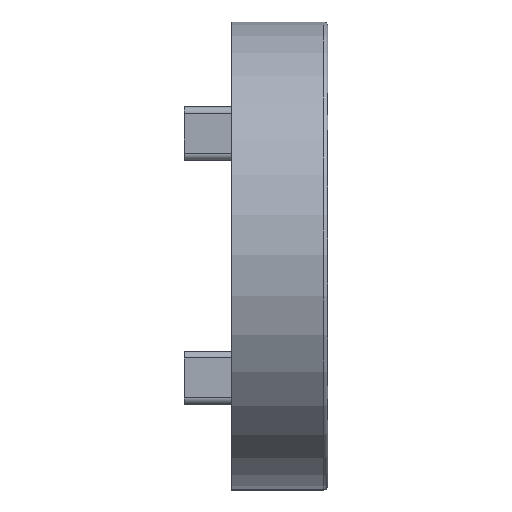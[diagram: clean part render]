
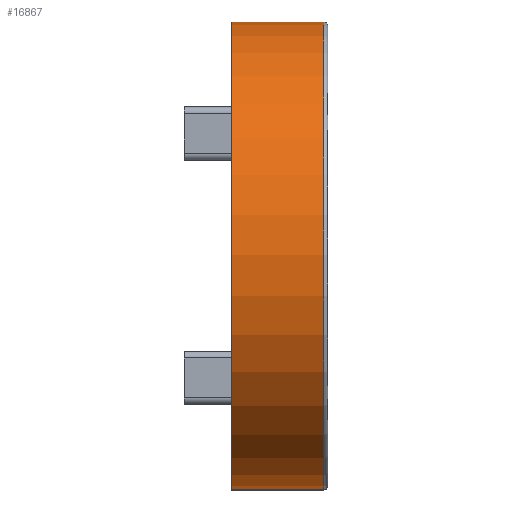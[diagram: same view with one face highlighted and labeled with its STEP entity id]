
A CAD part, top view. The second image highlights one B-rep face of the part: STEP entity #16867.
In plain terms, the highlighted cylindrical face has radius 17.25 mm (diameter 34.5 mm), a partial arc.
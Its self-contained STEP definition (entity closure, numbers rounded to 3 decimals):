
#567 = CARTESIAN_POINT ( 'NONE',  ( 7.1, -17.25, 20.25 ) ) ;
#877 = CARTESIAN_POINT ( 'NONE',  ( 0., 0., 20.25 ) ) ;
#1082 = VECTOR ( 'NONE', #16422, 1000. ) ;
#1219 = EDGE_CURVE ( 'NONE', #2097, #18904, #18582, .T. ) ;
#1383 = CARTESIAN_POINT ( 'NONE',  ( 6.8, -17.25, 20.25 ) ) ;
#1701 = DIRECTION ( 'NONE',  ( 0., 0., -1. ) ) ;
#1816 = EDGE_CURVE ( 'NONE', #5469, #6760, #16899, .T. ) ;
#2097 = VERTEX_POINT ( 'NONE', #11950 ) ;
#2418 = AXIS2_PLACEMENT_3D ( 'NONE', #877, #11541, #3931 ) ;
#2793 = AXIS2_PLACEMENT_3D ( 'NONE', #17108, #5017, #15646 ) ;
#2909 = EDGE_LOOP ( 'NONE', ( #12012, #8391, #7137, #11349 ) ) ;
#3039 = VECTOR ( 'NONE', #11227, 1000. ) ;
#3931 = DIRECTION ( 'NONE',  ( 0., 0., -1. ) ) ;
#5017 = DIRECTION ( 'NONE',  ( -1., 0., 0. ) ) ;
#5469 = VERTEX_POINT ( 'NONE', #1383 ) ;
#5728 = CARTESIAN_POINT ( 'NONE',  ( 7.1, 17.25, 20.25 ) ) ;
#6760 = VERTEX_POINT ( 'NONE', #12087 ) ;
#6957 = CARTESIAN_POINT ( 'NONE',  ( 0., -17.25, 20.25 ) ) ;
#7137 = ORIENTED_EDGE ( 'NONE', *, *, #19410, .T. ) ;
#8054 = LINE ( 'NONE', #567, #3039 ) ;
#8391 = ORIENTED_EDGE ( 'NONE', *, *, #1816, .T. ) ;
#10155 = LINE ( 'NONE', #5728, #1082 ) ;
#11227 = DIRECTION ( 'NONE',  ( -1., 0., 0. ) ) ;
#11349 = ORIENTED_EDGE ( 'NONE', *, *, #1219, .T. ) ;
#11541 = DIRECTION ( 'NONE',  ( 1., 0., 0. ) ) ;
#11950 = CARTESIAN_POINT ( 'NONE',  ( 0., 17.25, 20.25 ) ) ;
#12012 = ORIENTED_EDGE ( 'NONE', *, *, #16385, .F. ) ;
#12087 = CARTESIAN_POINT ( 'NONE',  ( 6.8, 17.25, 20.25 ) ) ;
#12282 = DIRECTION ( 'NONE',  ( -1., 0., 0. ) ) ;
#15646 = DIRECTION ( 'NONE',  ( 0., 0., 1. ) ) ;
#16057 = AXIS2_PLACEMENT_3D ( 'NONE', #19651, #12282, #1701 ) ;
#16134 = CYLINDRICAL_SURFACE ( 'NONE', #2793, 17.25 ) ;
#16385 = EDGE_CURVE ( 'NONE', #5469, #18904, #8054, .T. ) ;
#16422 = DIRECTION ( 'NONE',  ( -1., 0., 0. ) ) ;
#16867 = ADVANCED_FACE ( 'NONE', ( #17567 ), #16134, .T. ) ;
#16899 = CIRCLE ( 'NONE', #16057, 17.25 ) ;
#17108 = CARTESIAN_POINT ( 'NONE',  ( 7.1, 0., 20.25 ) ) ;
#17567 = FACE_OUTER_BOUND ( 'NONE', #2909, .T. ) ;
#18582 = CIRCLE ( 'NONE', #2418, 17.25 ) ;
#18904 = VERTEX_POINT ( 'NONE', #6957 ) ;
#19410 = EDGE_CURVE ( 'NONE', #6760, #2097, #10155, .T. ) ;
#19651 = CARTESIAN_POINT ( 'NONE',  ( 6.8, 0., 20.25 ) ) ;
